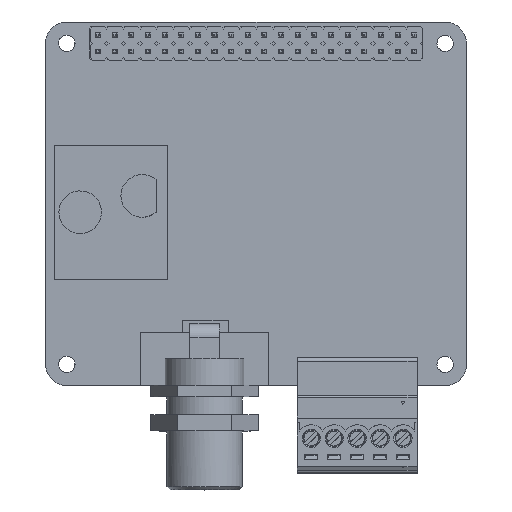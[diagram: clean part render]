
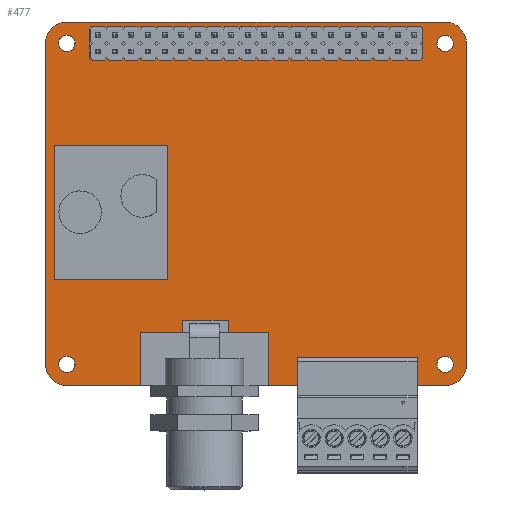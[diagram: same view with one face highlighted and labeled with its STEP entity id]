
A CAD part, top view. The second image highlights one B-rep face of the part: STEP entity #477.
In plain terms, the highlighted free-form (B-spline) face has degree [1, 1] with [2, 2] control points.
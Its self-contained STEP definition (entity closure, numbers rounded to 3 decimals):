
#32 = VERTEX_POINT('',#33);
#33 = CARTESIAN_POINT('',(-52.185,30.311,1.793)
  );
#38 = EDGE_CURVE('',#39,#32,#41,.T.);
#39 = VERTEX_POINT('',#40);
#40 = CARTESIAN_POINT('',(-48.167,34.329,1.793)
  );
#41 = ( BOUNDED_CURVE() B_SPLINE_CURVE(2,(#42,#43,#44),.UNSPECIFIED.,.F.
,.F.) B_SPLINE_CURVE_WITH_KNOTS((3,3),(1.571,3.142),
.PIECEWISE_BEZIER_KNOTS.) CURVE() GEOMETRIC_REPRESENTATION_ITEM() 
RATIONAL_B_SPLINE_CURVE((1.,0.707,1.)) REPRESENTATION_ITEM('') 
  );
#42 = CARTESIAN_POINT('',(-48.167,34.329,1.793)
  );
#43 = CARTESIAN_POINT('',(-52.185,34.329,1.793)
  );
#44 = CARTESIAN_POINT('',(-52.185,30.311,1.793)
  );
#64 = VERTEX_POINT('',#65);
#65 = CARTESIAN_POINT('',(-52.185,-30.267,1.793)
  );
#70 = EDGE_CURVE('',#64,#32,#71,.T.);
#71 = B_SPLINE_CURVE_WITH_KNOTS('',1,(#72,#73),.UNSPECIFIED.,.F.,.F.,(2,
    2),(0.,49.),.PIECEWISE_BEZIER_KNOTS.);
#72 = CARTESIAN_POINT('',(-52.185,-30.267,1.793)
  );
#73 = CARTESIAN_POINT('',(-52.185,30.311,1.793)
  );
#98 = VERTEX_POINT('',#99);
#99 = CARTESIAN_POINT('',(-48.167,-34.285,1.793)
  );
#104 = EDGE_CURVE('',#64,#98,#105,.T.);
#105 = ( BOUNDED_CURVE() B_SPLINE_CURVE(2,(#106,#107,#108),
.UNSPECIFIED.,.F.,.F.) B_SPLINE_CURVE_WITH_KNOTS((3,3),(3.142,
4.712),.PIECEWISE_BEZIER_KNOTS.) CURVE() 
GEOMETRIC_REPRESENTATION_ITEM() RATIONAL_B_SPLINE_CURVE((1.,
0.707,1.)) REPRESENTATION_ITEM('') );
#106 = CARTESIAN_POINT('',(-52.185,-30.267,1.793
    ));
#107 = CARTESIAN_POINT('',(-52.185,-34.285,1.793)
  );
#108 = CARTESIAN_POINT('',(-48.167,-34.285,1.793)
  );
#124 = VERTEX_POINT('',#125);
#125 = CARTESIAN_POINT('',(23.228,-34.285,1.793)
  );
#130 = EDGE_CURVE('',#124,#98,#131,.T.);
#131 = B_SPLINE_CURVE_WITH_KNOTS('',1,(#132,#133),.UNSPECIFIED.,.F.,.F.,
  (2,2),(0.,57.75),.PIECEWISE_BEZIER_KNOTS.);
#132 = CARTESIAN_POINT('',(23.228,-34.285,1.793)
  );
#133 = CARTESIAN_POINT('',(-48.167,-34.285,1.793)
  );
#158 = VERTEX_POINT('',#159);
#159 = CARTESIAN_POINT('',(27.246,-30.267,1.793
    ));
#164 = EDGE_CURVE('',#124,#158,#165,.T.);
#165 = ( BOUNDED_CURVE() B_SPLINE_CURVE(2,(#166,#167,#168),
.UNSPECIFIED.,.F.,.F.) B_SPLINE_CURVE_WITH_KNOTS((3,3),(4.712,
6.283),.PIECEWISE_BEZIER_KNOTS.) CURVE() 
GEOMETRIC_REPRESENTATION_ITEM() RATIONAL_B_SPLINE_CURVE((1.,
0.707,1.)) REPRESENTATION_ITEM('') );
#166 = CARTESIAN_POINT('',(23.228,-34.285,1.793)
  );
#167 = CARTESIAN_POINT('',(27.246,-34.285,1.793)
  );
#168 = CARTESIAN_POINT('',(27.246,-30.267,1.793
    ));
#184 = VERTEX_POINT('',#185);
#185 = CARTESIAN_POINT('',(27.246,30.311,1.793
    ));
#190 = EDGE_CURVE('',#184,#158,#191,.T.);
#191 = B_SPLINE_CURVE_WITH_KNOTS('',1,(#192,#193),.UNSPECIFIED.,.F.,.F.,
  (2,2),(0.,49.),.PIECEWISE_BEZIER_KNOTS.);
#192 = CARTESIAN_POINT('',(27.246,30.311,1.793
    ));
#193 = CARTESIAN_POINT('',(27.246,-30.267,1.793
    ));
#218 = VERTEX_POINT('',#219);
#219 = CARTESIAN_POINT('',(23.228,34.329,1.793
    ));
#224 = EDGE_CURVE('',#184,#218,#225,.T.);
#225 = ( BOUNDED_CURVE() B_SPLINE_CURVE(2,(#226,#227,#228),
.UNSPECIFIED.,.F.,.F.) B_SPLINE_CURVE_WITH_KNOTS((3,3),(0.,
1.571),.PIECEWISE_BEZIER_KNOTS.) CURVE() 
GEOMETRIC_REPRESENTATION_ITEM() RATIONAL_B_SPLINE_CURVE((1.,
0.707,1.)) REPRESENTATION_ITEM('') );
#226 = CARTESIAN_POINT('',(27.246,30.311,1.793
    ));
#227 = CARTESIAN_POINT('',(27.246,34.329,1.793
    ));
#228 = CARTESIAN_POINT('',(23.228,34.329,1.793
    ));
#242 = EDGE_CURVE('',#39,#218,#243,.T.);
#243 = B_SPLINE_CURVE_WITH_KNOTS('',1,(#244,#245),.UNSPECIFIED.,.F.,.F.,
  (2,2),(0.,57.75),.PIECEWISE_BEZIER_KNOTS.);
#244 = CARTESIAN_POINT('',(-48.167,34.329,1.793
    ));
#245 = CARTESIAN_POINT('',(23.228,34.329,1.793
    ));
#274 = VERTEX_POINT('',#275);
#275 = CARTESIAN_POINT('',(-46.621,-30.267,1.793)
  );
#280 = EDGE_CURVE('',#274,#274,#281,.T.);
#281 = ( BOUNDED_CURVE() B_SPLINE_CURVE(2,(#282,#283,#284,#285,#286,#287
,#288),.UNSPECIFIED.,.T.,.F.) B_SPLINE_CURVE_WITH_KNOTS((1,2,2,2,2,1),(
    -2.094,0.,2.094,4.189,6.283,
8.378),.UNSPECIFIED.) CURVE() GEOMETRIC_REPRESENTATION_ITEM() 
RATIONAL_B_SPLINE_CURVE((1.,0.5,1.,0.5,1.,0.5,1.)) REPRESENTATION_ITEM(
  '') );
#282 = CARTESIAN_POINT('',(-46.621,-30.267,1.793)
  );
#283 = CARTESIAN_POINT('',(-46.621,-27.59,1.793)
  );
#284 = CARTESIAN_POINT('',(-48.939,-28.928,1.793)
  );
#285 = CARTESIAN_POINT('',(-51.257,-30.267,1.793
    ));
#286 = CARTESIAN_POINT('',(-48.939,-31.605,1.793)
  );
#287 = CARTESIAN_POINT('',(-46.621,-32.943,1.793)
  );
#288 = CARTESIAN_POINT('',(-46.621,-30.267,1.793)
  );
#322 = VERTEX_POINT('',#323);
#323 = CARTESIAN_POINT('',(24.774,-30.267,1.793
    ));
#328 = EDGE_CURVE('',#322,#322,#329,.T.);
#329 = ( BOUNDED_CURVE() B_SPLINE_CURVE(2,(#330,#331,#332,#333,#334,#335
,#336),.UNSPECIFIED.,.T.,.F.) B_SPLINE_CURVE_WITH_KNOTS((1,2,2,2,2,1),(
    -2.094,0.,2.094,4.189,6.283,
8.378),.UNSPECIFIED.) CURVE() GEOMETRIC_REPRESENTATION_ITEM() 
RATIONAL_B_SPLINE_CURVE((1.,0.5,1.,0.5,1.,0.5,1.)) REPRESENTATION_ITEM(
  '') );
#330 = CARTESIAN_POINT('',(24.774,-30.267,1.793
    ));
#331 = CARTESIAN_POINT('',(24.774,-27.59,1.793
    ));
#332 = CARTESIAN_POINT('',(22.456,-28.928,1.793
    ));
#333 = CARTESIAN_POINT('',(20.138,-30.267,1.793
    ));
#334 = CARTESIAN_POINT('',(22.456,-31.605,1.793
    ));
#335 = CARTESIAN_POINT('',(24.774,-32.943,1.793
    ));
#336 = CARTESIAN_POINT('',(24.774,-30.267,1.793
    ));
#370 = VERTEX_POINT('',#371);
#371 = CARTESIAN_POINT('',(24.774,30.311,1.793
    ));
#376 = EDGE_CURVE('',#370,#370,#377,.T.);
#377 = ( BOUNDED_CURVE() B_SPLINE_CURVE(2,(#378,#379,#380,#381,#382,#383
,#384),.UNSPECIFIED.,.T.,.F.) B_SPLINE_CURVE_WITH_KNOTS((1,2,2,2,2,1),(
    -2.094,0.,2.094,4.189,6.283,
8.378),.UNSPECIFIED.) CURVE() GEOMETRIC_REPRESENTATION_ITEM() 
RATIONAL_B_SPLINE_CURVE((1.,0.5,1.,0.5,1.,0.5,1.)) REPRESENTATION_ITEM(
  '') );
#378 = CARTESIAN_POINT('',(24.774,30.311,1.793
    ));
#379 = CARTESIAN_POINT('',(24.774,32.988,1.793
    ));
#380 = CARTESIAN_POINT('',(22.456,31.649,1.793
    ));
#381 = CARTESIAN_POINT('',(20.138,30.311,1.793
    ));
#382 = CARTESIAN_POINT('',(22.456,28.973,1.793
    ));
#383 = CARTESIAN_POINT('',(24.774,27.634,1.793)
  );
#384 = CARTESIAN_POINT('',(24.774,30.311,1.793
    ));
#418 = VERTEX_POINT('',#419);
#419 = CARTESIAN_POINT('',(-46.621,30.311,1.793)
  );
#424 = EDGE_CURVE('',#418,#418,#425,.T.);
#425 = ( BOUNDED_CURVE() B_SPLINE_CURVE(2,(#426,#427,#428,#429,#430,#431
,#432),.UNSPECIFIED.,.T.,.F.) B_SPLINE_CURVE_WITH_KNOTS((1,2,2,2,2,1),(
    -2.094,0.,2.094,4.189,6.283,
8.378),.UNSPECIFIED.) CURVE() GEOMETRIC_REPRESENTATION_ITEM() 
RATIONAL_B_SPLINE_CURVE((1.,0.5,1.,0.5,1.,0.5,1.)) REPRESENTATION_ITEM(
  '') );
#426 = CARTESIAN_POINT('',(-46.621,30.311,1.793)
  );
#427 = CARTESIAN_POINT('',(-46.621,32.988,1.793)
  );
#428 = CARTESIAN_POINT('',(-48.939,31.649,1.793)
  );
#429 = CARTESIAN_POINT('',(-51.257,30.311,1.793
    ));
#430 = CARTESIAN_POINT('',(-48.939,28.973,1.793)
  );
#431 = CARTESIAN_POINT('',(-46.621,27.634,1.793)
  );
#432 = CARTESIAN_POINT('',(-46.621,30.311,1.793)
  );
#477 = ADVANCED_FACE('',(#478,#488,#491,#494,#497),#500,.T.);
#478 = FACE_BOUND('',#479,.T.);
#479 = EDGE_LOOP('',(#480,#481,#482,#483,#484,#485,#486,#487));
#480 = ORIENTED_EDGE('',*,*,#38,.T.);
#481 = ORIENTED_EDGE('',*,*,#70,.F.);
#482 = ORIENTED_EDGE('',*,*,#104,.T.);
#483 = ORIENTED_EDGE('',*,*,#130,.F.);
#484 = ORIENTED_EDGE('',*,*,#164,.T.);
#485 = ORIENTED_EDGE('',*,*,#190,.F.);
#486 = ORIENTED_EDGE('',*,*,#224,.T.);
#487 = ORIENTED_EDGE('',*,*,#242,.F.);
#488 = FACE_BOUND('',#489,.F.);
#489 = EDGE_LOOP('',(#490));
#490 = ORIENTED_EDGE('',*,*,#280,.T.);
#491 = FACE_BOUND('',#492,.F.);
#492 = EDGE_LOOP('',(#493));
#493 = ORIENTED_EDGE('',*,*,#328,.T.);
#494 = FACE_BOUND('',#495,.F.);
#495 = EDGE_LOOP('',(#496));
#496 = ORIENTED_EDGE('',*,*,#376,.T.);
#497 = FACE_BOUND('',#498,.F.);
#498 = EDGE_LOOP('',(#499));
#499 = ORIENTED_EDGE('',*,*,#424,.T.);
#500 = B_SPLINE_SURFACE_WITH_KNOTS('',1,1,(
    (#501,#502)
    ,(#503,#504
  )),.UNSPECIFIED.,.F.,.F.,.F.,(2,2),(2,2),(-32.125,32.125),(-27.75,
    27.75),.PIECEWISE_BEZIER_KNOTS.);
#501 = CARTESIAN_POINT('',(-52.185,-34.285,1.793)
  );
#502 = CARTESIAN_POINT('',(-52.185,34.329,1.793
    ));
#503 = CARTESIAN_POINT('',(27.246,-34.285,1.793)
  );
#504 = CARTESIAN_POINT('',(27.246,34.329,1.793
    ));
